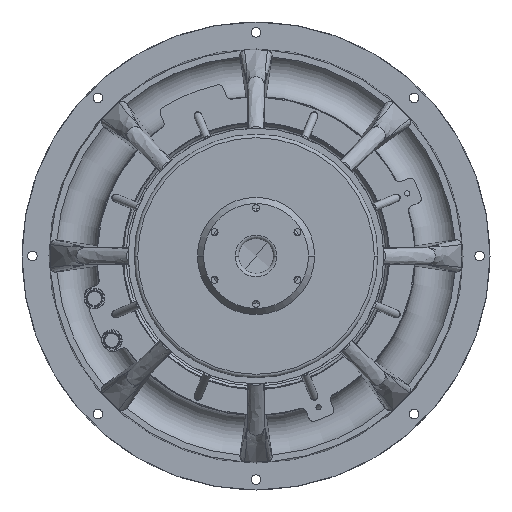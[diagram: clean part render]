
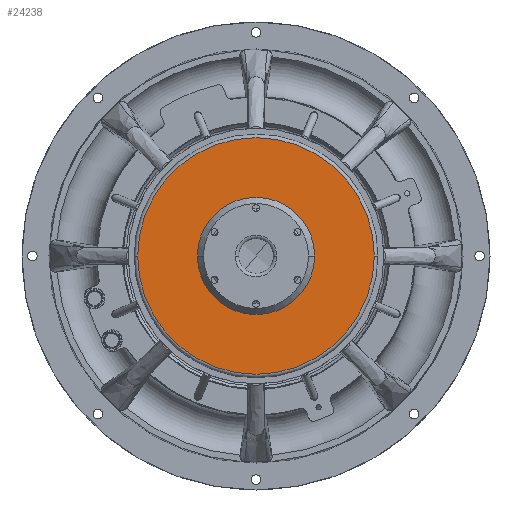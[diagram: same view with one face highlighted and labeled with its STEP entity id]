
A CAD part, front view. The second image highlights one B-rep face of the part: STEP entity #24238.
In plain terms, the highlighted planar face has unit normal (0, -1, 0).
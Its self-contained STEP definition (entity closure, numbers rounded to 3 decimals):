
#2224 = DIRECTION ( 'NONE',  ( 0., 1., 0. ) ) ;
#2944 = EDGE_CURVE ( 'NONE', #10163, #24661, #17773, .T. ) ;
#3526 = CIRCLE ( 'NONE', #22322, 33.65 ) ;
#3788 = CARTESIAN_POINT ( 'NONE',  ( 0., -82.56, 0. ) ) ;
#3829 = CARTESIAN_POINT ( 'NONE',  ( -33.65, -82.56, 0. ) ) ;
#4675 = CARTESIAN_POINT ( 'NONE',  ( 0., -82.56, 0. ) ) ;
#4744 = DIRECTION ( 'NONE',  ( 1., 0., 0. ) ) ;
#5262 = CARTESIAN_POINT ( 'NONE',  ( 68., -82.56, 0. ) ) ;
#5363 = DIRECTION ( 'NONE',  ( 1., 0., 0. ) ) ;
#6799 = FACE_OUTER_BOUND ( 'NONE', #15751, .T. ) ;
#6866 = CIRCLE ( 'NONE', #16086, 33.65 ) ;
#6944 = ORIENTED_EDGE ( 'NONE', *, *, #13313, .T. ) ;
#8143 = CARTESIAN_POINT ( 'NONE',  ( 0., -82.56, 0. ) ) ;
#8414 = ORIENTED_EDGE ( 'NONE', *, *, #27025, .T. ) ;
#8551 = CARTESIAN_POINT ( 'NONE',  ( -68., -82.56, 0. ) ) ;
#9003 = FACE_BOUND ( 'NONE', #13977, .T. ) ;
#9340 = CARTESIAN_POINT ( 'NONE',  ( 0., -82.56, 0. ) ) ;
#9766 = AXIS2_PLACEMENT_3D ( 'NONE', #3788, #24340, #11874 ) ;
#10163 = VERTEX_POINT ( 'NONE', #8551 ) ;
#11874 = DIRECTION ( 'NONE',  ( 1., 0., 0. ) ) ;
#12832 = CIRCLE ( 'NONE', #9766, 68. ) ;
#13033 = DIRECTION ( 'NONE',  ( 0., 1., 0. ) ) ;
#13178 = DIRECTION ( 'NONE',  ( 1., 0., 0. ) ) ;
#13313 = EDGE_CURVE ( 'NONE', #24160, #18444, #3526, .T. ) ;
#13977 = EDGE_LOOP ( 'NONE', ( #27071, #6944 ) ) ;
#15128 = AXIS2_PLACEMENT_3D ( 'NONE', #9340, #25900, #5363 ) ;
#15164 = CARTESIAN_POINT ( 'NONE',  ( 0., -82.56, 0. ) ) ;
#15751 = EDGE_LOOP ( 'NONE', ( #8414, #22497 ) ) ;
#16086 = AXIS2_PLACEMENT_3D ( 'NONE', #8143, #2224, #16775 ) ;
#16775 = DIRECTION ( 'NONE',  ( 1., 0., 0. ) ) ;
#17773 = CIRCLE ( 'NONE', #15128, 68. ) ;
#18444 = VERTEX_POINT ( 'NONE', #24090 ) ;
#19007 = DIRECTION ( 'NONE',  ( 0., 1., 0. ) ) ;
#21319 = PLANE ( 'NONE',  #24483 ) ;
#21321 = EDGE_CURVE ( 'NONE', #18444, #24160, #6866, .T. ) ;
#22322 = AXIS2_PLACEMENT_3D ( 'NONE', #4675, #13033, #13178 ) ;
#22497 = ORIENTED_EDGE ( 'NONE', *, *, #2944, .T. ) ;
#24090 = CARTESIAN_POINT ( 'NONE',  ( 33.65, -82.56, 0. ) ) ;
#24160 = VERTEX_POINT ( 'NONE', #3829 ) ;
#24238 = ADVANCED_FACE ( 'NONE', ( #9003, #6799 ), #21319, .F. ) ;
#24340 = DIRECTION ( 'NONE',  ( 0., -1., 0. ) ) ;
#24483 = AXIS2_PLACEMENT_3D ( 'NONE', #15164, #19007, #4744 ) ;
#24661 = VERTEX_POINT ( 'NONE', #5262 ) ;
#25900 = DIRECTION ( 'NONE',  ( 0., -1., 0. ) ) ;
#27025 = EDGE_CURVE ( 'NONE', #24661, #10163, #12832, .T. ) ;
#27071 = ORIENTED_EDGE ( 'NONE', *, *, #21321, .T. ) ;
